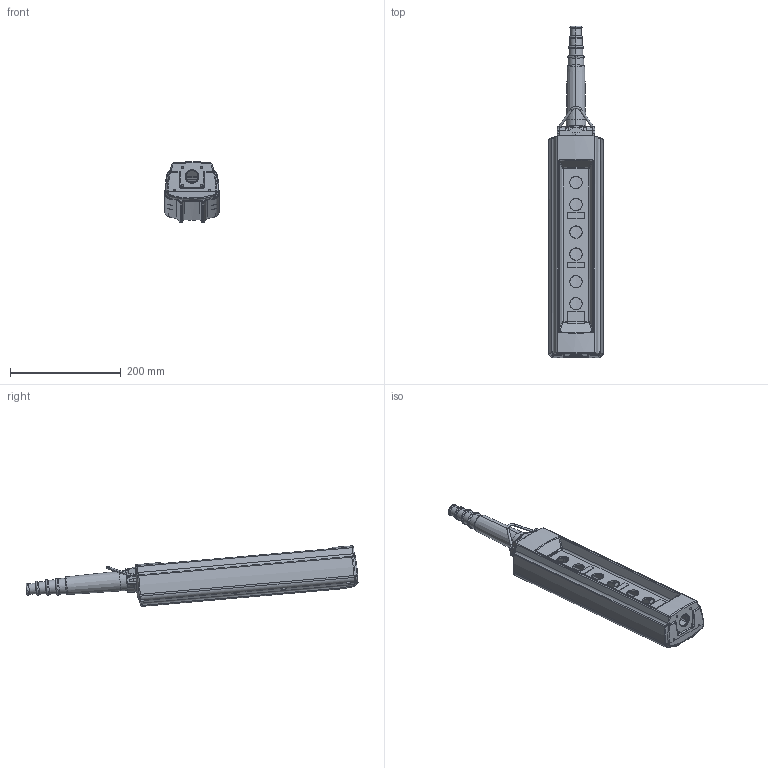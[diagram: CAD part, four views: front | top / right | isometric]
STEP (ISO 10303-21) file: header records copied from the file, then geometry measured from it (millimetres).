
FILE_DESCRIPTION(('CATIA V5 STEP Exchange'),'2;1');
FILE_NAME('XACB06.stp','2022-12-20T13:04:11+00:00',('none'),('none'),'CATIA Version 5-6 Release 2018','CATIA V5 STEP AP203','none');
FILE_SCHEMA(('CONFIG_CONTROL_DESIGN'));
Length unit declared in the file: millimetre
Products named in the file (1): XACB06
Bounding box: 98 x 600.25 x 109.34 mm (x, y, z)
Volume: 655594 mm3; surface area: 330325.6 mm2
Topology: 4 solids, 8 shells, 1261 faces, 4810 edges, 3550 vertices
Faces by surface type: cylinder 474, plane 349, bspline 308, sphere 66, torus 54, cone 10
Entity records: 78335 total; most frequent: CARTESIAN_POINT 45482, ORIENTED_EDGE 9546, EDGE_CURVE 4773, VERTEX_POINT 3550, DIRECTION 3293, B_SPLINE_CURVE_WITH_KNOTS 2433, AXIS2_PLACEMENT_3D 1357, EDGE_LOOP 1345
